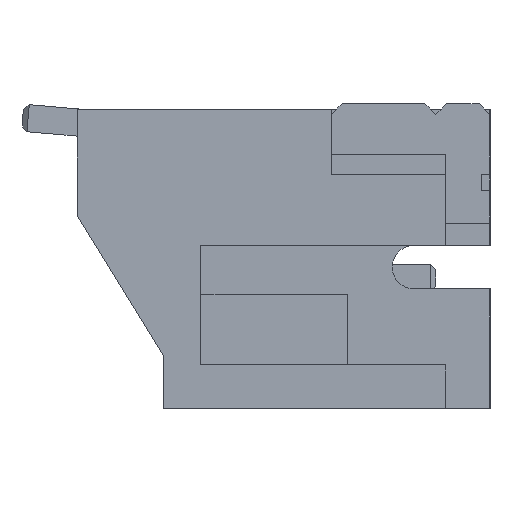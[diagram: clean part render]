
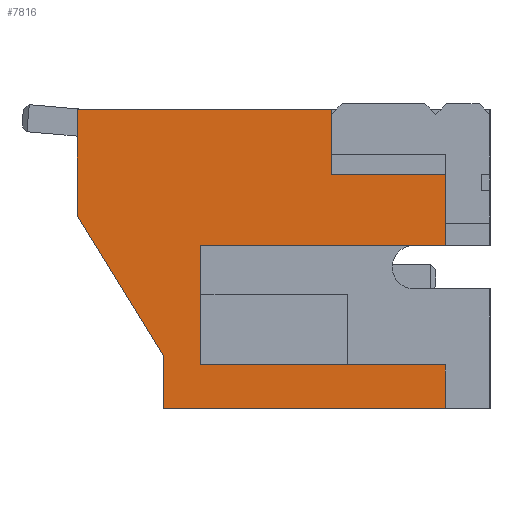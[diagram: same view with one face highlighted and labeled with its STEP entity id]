
A CAD part, left-side view. The second image highlights one B-rep face of the part: STEP entity #7816.
In plain terms, the highlighted planar face has unit normal (-1, 0, 0).
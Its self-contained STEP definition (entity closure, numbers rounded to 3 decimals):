
#213 = CARTESIAN_POINT ( 'NONE',  ( -0.75, 0.11, 4.54 ) ) ;
#443 = CARTESIAN_POINT ( 'NONE',  ( -0.75, 0.11, 1.46 ) ) ;
#755 = EDGE_CURVE ( 'NONE', #2537, #13013, #1832, .T. ) ;
#762 = VERTEX_POINT ( 'NONE', #16350 ) ;
#767 = VERTEX_POINT ( 'NONE', #14483 ) ;
#838 = LINE ( 'NONE', #5686, #19385 ) ;
#921 = VECTOR ( 'NONE', #8049, 1000. ) ;
#1098 = ORIENTED_EDGE ( 'NONE', *, *, #12836, .T. ) ;
#1292 = CARTESIAN_POINT ( 'NONE',  ( -0.75, 0.11, 4.54 ) ) ;
#1363 = CARTESIAN_POINT ( 'NONE',  ( -0.75, 4.66, 4.54 ) ) ;
#1469 = FACE_OUTER_BOUND ( 'NONE', #11515, .T. ) ;
#1522 = CARTESIAN_POINT ( 'NONE',  ( -0.75, 4.81, -0.64 ) ) ;
#1699 = CARTESIAN_POINT ( 'NONE',  ( -0.75, 2.61, 3.86 ) ) ;
#1832 = LINE ( 'NONE', #6373, #11882 ) ;
#2537 = VERTEX_POINT ( 'NONE', #4163 ) ;
#3082 = DIRECTION ( 'NONE',  ( 0., 0., 1. ) ) ;
#3249 = LINE ( 'NONE', #1363, #8746 ) ;
#3513 = DIRECTION ( 'NONE',  ( 0., -1., 0. ) ) ;
#3629 = ORIENTED_EDGE ( 'NONE', *, *, #6922, .T. ) ;
#3769 = ORIENTED_EDGE ( 'NONE', *, *, #13699, .T. ) ;
#3775 = DIRECTION ( 'NONE',  ( 0., 0., 1. ) ) ;
#3983 = AXIS2_PLACEMENT_3D ( 'NONE', #213, #14847, #9619 ) ;
#4074 = VERTEX_POINT ( 'NONE', #8939 ) ;
#4163 = CARTESIAN_POINT ( 'NONE',  ( -0.75, 1.31, 1.46 ) ) ;
#4839 = ORIENTED_EDGE ( 'NONE', *, *, #5607, .T. ) ;
#5119 = EDGE_CURVE ( 'NONE', #18307, #767, #7269, .T. ) ;
#5341 = VECTOR ( 'NONE', #8481, 1000. ) ;
#5401 = CARTESIAN_POINT ( 'NONE',  ( -0.75, 5.61, -0.64 ) ) ;
#5422 = VECTOR ( 'NONE', #18481, 1000. ) ;
#5607 = EDGE_CURVE ( 'NONE', #16311, #4074, #10224, .T. ) ;
#5686 = CARTESIAN_POINT ( 'NONE',  ( -0.75, 2.06, 6.14 ) ) ;
#5746 = CARTESIAN_POINT ( 'NONE',  ( -0.75, 2.61, -0.64 ) ) ;
#5857 = VERTEX_POINT ( 'NONE', #19215 ) ;
#6373 = CARTESIAN_POINT ( 'NONE',  ( -0.75, 1.31, 1.46 ) ) ;
#6462 = ORIENTED_EDGE ( 'NONE', *, *, #10453, .T. ) ;
#6616 = LINE ( 'NONE', #13021, #921 ) ;
#6922 = EDGE_CURVE ( 'NONE', #767, #19300, #6616, .T. ) ;
#7027 = ORIENTED_EDGE ( 'NONE', *, *, #7097, .T. ) ;
#7097 = EDGE_CURVE ( 'NONE', #17555, #13850, #838, .T. ) ;
#7131 = ORIENTED_EDGE ( 'NONE', *, *, #18362, .T. ) ;
#7269 = LINE ( 'NONE', #5401, #11381 ) ;
#7816 = ADVANCED_FACE ( 'NONE', ( #1469 ), #14325, .F. ) ;
#8043 = DIRECTION ( 'NONE',  ( 0., 0.852, -0.524 ) ) ;
#8049 = DIRECTION ( 'NONE',  ( 0., -1., 0. ) ) ;
#8397 = DIRECTION ( 'NONE',  ( 0., -1., 0. ) ) ;
#8481 = DIRECTION ( 'NONE',  ( 0., 0., 1. ) ) ;
#8569 = DIRECTION ( 'NONE',  ( 0., 1., 0. ) ) ;
#8584 = LINE ( 'NONE', #8905, #5341 ) ;
#8746 = VECTOR ( 'NONE', #8043, 1000. ) ;
#8905 = CARTESIAN_POINT ( 'NONE',  ( -0.75, 1.31, -0.64 ) ) ;
#8912 = VERTEX_POINT ( 'NONE', #17145 ) ;
#8933 = CARTESIAN_POINT ( 'NONE',  ( -0.75, 5.61, 4.54 ) ) ;
#8939 = CARTESIAN_POINT ( 'NONE',  ( -0.75, 1.31, -0.64 ) ) ;
#9619 = DIRECTION ( 'NONE',  ( 0., -1., 0. ) ) ;
#9930 = CARTESIAN_POINT ( 'NONE',  ( -0.75, 4.81, -0.64 ) ) ;
#10115 = ORIENTED_EDGE ( 'NONE', *, *, #18826, .T. ) ;
#10224 = LINE ( 'NONE', #16692, #5422 ) ;
#10416 = CARTESIAN_POINT ( 'NONE',  ( -0.75, 5.61, 4.54 ) ) ;
#10453 = EDGE_CURVE ( 'NONE', #4074, #2537, #8584, .T. ) ;
#11357 = LINE ( 'NONE', #1699, #17417 ) ;
#11381 = VECTOR ( 'NONE', #16960, 1000. ) ;
#11515 = EDGE_LOOP ( 'NONE', ( #15861, #3629, #10115, #19134, #18552, #4839, #6462, #19936, #7131, #7027, #3769, #1098 ) ) ;
#11777 = LINE ( 'NONE', #8933, #15241 ) ;
#11882 = VECTOR ( 'NONE', #3513, 1000. ) ;
#12836 = EDGE_CURVE ( 'NONE', #762, #18307, #11777, .T. ) ;
#13013 = VERTEX_POINT ( 'NONE', #443 ) ;
#13021 = CARTESIAN_POINT ( 'NONE',  ( -0.75, 5.61, -0.64 ) ) ;
#13039 = VECTOR ( 'NONE', #3082, 1000. ) ;
#13699 = EDGE_CURVE ( 'NONE', #13850, #762, #3249, .T. ) ;
#13850 = VERTEX_POINT ( 'NONE', #14416 ) ;
#14242 = LINE ( 'NONE', #1292, #13039 ) ;
#14325 = PLANE ( 'NONE',  #3983 ) ;
#14416 = CARTESIAN_POINT ( 'NONE',  ( -0.75, 2.06, 6.14 ) ) ;
#14483 = CARTESIAN_POINT ( 'NONE',  ( -0.75, 5.61, -0.64 ) ) ;
#14847 = DIRECTION ( 'NONE',  ( 1., 0., 0. ) ) ;
#15241 = VECTOR ( 'NONE', #18107, 1000. ) ;
#15861 = ORIENTED_EDGE ( 'NONE', *, *, #5119, .T. ) ;
#16299 = VECTOR ( 'NONE', #8397, 1000. ) ;
#16311 = VERTEX_POINT ( 'NONE', #5746 ) ;
#16350 = CARTESIAN_POINT ( 'NONE',  ( -0.75, 4.66, 4.54 ) ) ;
#16427 = EDGE_CURVE ( 'NONE', #5857, #8912, #16758, .T. ) ;
#16692 = CARTESIAN_POINT ( 'NONE',  ( -0.75, 2.61, -0.64 ) ) ;
#16758 = LINE ( 'NONE', #17884, #16299 ) ;
#16960 = DIRECTION ( 'NONE',  ( 0., 0., -1. ) ) ;
#17145 = CARTESIAN_POINT ( 'NONE',  ( -0.75, 2.61, 3.86 ) ) ;
#17417 = VECTOR ( 'NONE', #17985, 1000. ) ;
#17444 = VECTOR ( 'NONE', #3775, 1000. ) ;
#17555 = VERTEX_POINT ( 'NONE', #20403 ) ;
#17884 = CARTESIAN_POINT ( 'NONE',  ( -0.75, 4.81, 3.86 ) ) ;
#17985 = DIRECTION ( 'NONE',  ( 0., 0., -1. ) ) ;
#18107 = DIRECTION ( 'NONE',  ( 0., 1., 0. ) ) ;
#18307 = VERTEX_POINT ( 'NONE', #10416 ) ;
#18362 = EDGE_CURVE ( 'NONE', #13013, #17555, #14242, .T. ) ;
#18448 = EDGE_CURVE ( 'NONE', #8912, #16311, #11357, .T. ) ;
#18481 = DIRECTION ( 'NONE',  ( 0., -1., 0. ) ) ;
#18552 = ORIENTED_EDGE ( 'NONE', *, *, #18448, .T. ) ;
#18826 = EDGE_CURVE ( 'NONE', #19300, #5857, #19888, .T. ) ;
#19134 = ORIENTED_EDGE ( 'NONE', *, *, #16427, .T. ) ;
#19215 = CARTESIAN_POINT ( 'NONE',  ( -0.75, 4.81, 3.86 ) ) ;
#19300 = VERTEX_POINT ( 'NONE', #1522 ) ;
#19385 = VECTOR ( 'NONE', #8569, 1000. ) ;
#19888 = LINE ( 'NONE', #9930, #17444 ) ;
#19936 = ORIENTED_EDGE ( 'NONE', *, *, #755, .T. ) ;
#20403 = CARTESIAN_POINT ( 'NONE',  ( -0.75, 0.11, 6.14 ) ) ;
